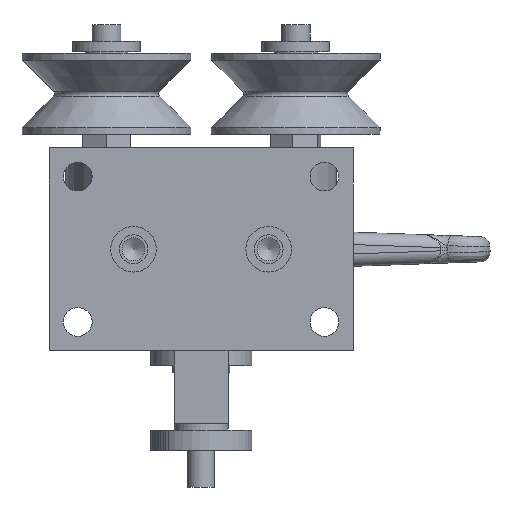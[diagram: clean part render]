
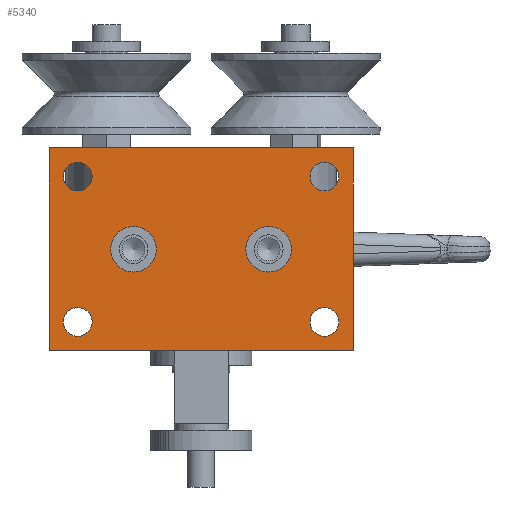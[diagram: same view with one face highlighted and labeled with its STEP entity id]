
A CAD part, front view. The second image highlights one B-rep face of the part: STEP entity #5340.
In plain terms, the highlighted planar face has unit normal (0, -1, 0).
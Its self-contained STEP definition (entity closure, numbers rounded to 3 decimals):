
#108 = ORIENTED_EDGE ( 'NONE', *, *, #963, .F. ) ;
#124 = DIRECTION ( 'NONE',  ( -1., 0., 0. ) ) ;
#165 = EDGE_CURVE ( 'NONE', #18118, #7164, #1854, .T. ) ;
#379 = CARTESIAN_POINT ( 'NONE',  ( 10., -10., 7.5 ) ) ;
#423 = VERTEX_POINT ( 'NONE', #5899 ) ;
#665 = CARTESIAN_POINT ( 'NONE',  ( 66.5, -10., -14. ) ) ;
#846 = VERTEX_POINT ( 'NONE', #2778 ) ;
#910 = AXIS2_PLACEMENT_3D ( 'NONE', #665, #13613, #15330 ) ;
#963 = EDGE_CURVE ( 'NONE', #18752, #18752, #4179, .T. ) ;
#1101 = VECTOR ( 'NONE', #4814, 1000. ) ;
#1323 = VECTOR ( 'NONE', #12197, 1000. ) ;
#1384 = DIRECTION ( 'NONE',  ( 0., -1., 0. ) ) ;
#1425 = VERTEX_POINT ( 'NONE', #7272 ) ;
#1586 = CARTESIAN_POINT ( 'NONE',  ( 56.75, -10., 7.5 ) ) ;
#1854 = LINE ( 'NONE', #7602, #1323 ) ;
#2070 = DIRECTION ( 'NONE',  ( 1., 0., 0. ) ) ;
#2285 = DIRECTION ( 'NONE',  ( 1., 0., 0. ) ) ;
#2433 = CIRCLE ( 'NONE', #910, 4.25 ) ;
#2778 = CARTESIAN_POINT ( 'NONE',  ( -15., -10., 37.5 ) ) ;
#2903 = LINE ( 'NONE', #6157, #1101 ) ;
#2922 = CARTESIAN_POINT ( 'NONE',  ( -2.25, -10., -14. ) ) ;
#3158 = CARTESIAN_POINT ( 'NONE',  ( 75., -10., 37.5 ) ) ;
#3479 = EDGE_CURVE ( 'NONE', #1425, #1425, #18903, .T. ) ;
#3722 = ORIENTED_EDGE ( 'NONE', *, *, #15418, .F. ) ;
#3972 = CARTESIAN_POINT ( 'NONE',  ( 50., -10., 7.5 ) ) ;
#4172 = ORIENTED_EDGE ( 'NONE', *, *, #14224, .T. ) ;
#4179 = CIRCLE ( 'NONE', #13977, 4.25 ) ;
#4270 = FACE_BOUND ( 'NONE', #9697, .T. ) ;
#4367 = VERTEX_POINT ( 'NONE', #2922 ) ;
#4375 = EDGE_LOOP ( 'NONE', ( #108 ) ) ;
#4518 = CARTESIAN_POINT ( 'NONE',  ( -15., -10., -22.5 ) ) ;
#4814 = DIRECTION ( 'NONE',  ( 1., 0., 0. ) ) ;
#4836 = AXIS2_PLACEMENT_3D ( 'NONE', #11028, #6803, #2285 ) ;
#4841 = EDGE_LOOP ( 'NONE', ( #11054 ) ) ;
#5038 = CARTESIAN_POINT ( 'NONE',  ( -6.5, -10., -14. ) ) ;
#5067 = AXIS2_PLACEMENT_3D ( 'NONE', #3972, #1384, #8281 ) ;
#5103 = EDGE_LOOP ( 'NONE', ( #10017 ) ) ;
#5340 = ADVANCED_FACE ( 'NONE', ( #15864, #18544, #11373, #17402, #12809, #4270, #5423 ), #8388, .F. ) ;
#5423 = FACE_OUTER_BOUND ( 'NONE', #6462, .T. ) ;
#5662 = ORIENTED_EDGE ( 'NONE', *, *, #3479, .F. ) ;
#5899 = CARTESIAN_POINT ( 'NONE',  ( 16.75, -10., 7.5 ) ) ;
#6157 = CARTESIAN_POINT ( 'NONE',  ( -15., -10., -22.5 ) ) ;
#6323 = DIRECTION ( 'NONE',  ( 1., 0., 0. ) ) ;
#6462 = EDGE_LOOP ( 'NONE', ( #17463, #4172, #14767, #17719 ) ) ;
#6803 = DIRECTION ( 'NONE',  ( 0., -1., 0. ) ) ;
#7054 = CARTESIAN_POINT ( 'NONE',  ( -15., -10., -22.5 ) ) ;
#7164 = VERTEX_POINT ( 'NONE', #3158 ) ;
#7272 = CARTESIAN_POINT ( 'NONE',  ( 70.75, -10., 29. ) ) ;
#7602 = CARTESIAN_POINT ( 'NONE',  ( 75., -10., -22.5 ) ) ;
#8281 = DIRECTION ( 'NONE',  ( 1., 0., 0. ) ) ;
#8388 = PLANE ( 'NONE',  #14288 ) ;
#8413 = CARTESIAN_POINT ( 'NONE',  ( -2.25, -10., 29. ) ) ;
#8836 = LINE ( 'NONE', #14687, #13313 ) ;
#9257 = CARTESIAN_POINT ( 'NONE',  ( 70.75, -10., -14. ) ) ;
#9697 = EDGE_LOOP ( 'NONE', ( #3722 ) ) ;
#9913 = ORIENTED_EDGE ( 'NONE', *, *, #14111, .F. ) ;
#10017 = ORIENTED_EDGE ( 'NONE', *, *, #10070, .F. ) ;
#10020 = CIRCLE ( 'NONE', #11543, 4.25 ) ;
#10070 = EDGE_CURVE ( 'NONE', #13675, #13675, #2433, .T. ) ;
#10113 = DIRECTION ( 'NONE',  ( 0., 1., 0. ) ) ;
#11028 = CARTESIAN_POINT ( 'NONE',  ( 66.5, -10., 29. ) ) ;
#11054 = ORIENTED_EDGE ( 'NONE', *, *, #17026, .F. ) ;
#11248 = VECTOR ( 'NONE', #17375, 1000. ) ;
#11373 = FACE_BOUND ( 'NONE', #16746, .T. ) ;
#11543 = AXIS2_PLACEMENT_3D ( 'NONE', #5038, #16645, #2070 ) ;
#12197 = DIRECTION ( 'NONE',  ( 0., 0., 1. ) ) ;
#12257 = DIRECTION ( 'NONE',  ( 1., 0., 0. ) ) ;
#12446 = EDGE_LOOP ( 'NONE', ( #9913 ) ) ;
#12509 = EDGE_CURVE ( 'NONE', #7164, #846, #8836, .T. ) ;
#12809 = FACE_BOUND ( 'NONE', #12446, .T. ) ;
#13192 = VERTEX_POINT ( 'NONE', #1586 ) ;
#13313 = VECTOR ( 'NONE', #124, 1000. ) ;
#13416 = DIRECTION ( 'NONE',  ( 0., -1., 0. ) ) ;
#13613 = DIRECTION ( 'NONE',  ( 0., -1., 0. ) ) ;
#13675 = VERTEX_POINT ( 'NONE', #9257 ) ;
#13710 = DIRECTION ( 'NONE',  ( 0., -1., 0. ) ) ;
#13977 = AXIS2_PLACEMENT_3D ( 'NONE', #15037, #13416, #12257 ) ;
#14111 = EDGE_CURVE ( 'NONE', #13192, #13192, #18228, .T. ) ;
#14224 = EDGE_CURVE ( 'NONE', #16979, #18118, #2903, .T. ) ;
#14279 = CIRCLE ( 'NONE', #18550, 6.75 ) ;
#14288 = AXIS2_PLACEMENT_3D ( 'NONE', #7054, #10113, #17130 ) ;
#14687 = CARTESIAN_POINT ( 'NONE',  ( -15., -10., 37.5 ) ) ;
#14767 = ORIENTED_EDGE ( 'NONE', *, *, #165, .T. ) ;
#15037 = CARTESIAN_POINT ( 'NONE',  ( -6.5, -10., 29. ) ) ;
#15330 = DIRECTION ( 'NONE',  ( 1., 0., 0. ) ) ;
#15418 = EDGE_CURVE ( 'NONE', #423, #423, #14279, .T. ) ;
#15864 = FACE_BOUND ( 'NONE', #4841, .T. ) ;
#16552 = CARTESIAN_POINT ( 'NONE',  ( -15., -10., -22.5 ) ) ;
#16645 = DIRECTION ( 'NONE',  ( 0., -1., 0. ) ) ;
#16746 = EDGE_LOOP ( 'NONE', ( #5662 ) ) ;
#16979 = VERTEX_POINT ( 'NONE', #16552 ) ;
#17026 = EDGE_CURVE ( 'NONE', #4367, #4367, #10020, .T. ) ;
#17130 = DIRECTION ( 'NONE',  ( -1., 0., 0. ) ) ;
#17177 = EDGE_CURVE ( 'NONE', #846, #16979, #17655, .T. ) ;
#17375 = DIRECTION ( 'NONE',  ( 0., 0., -1. ) ) ;
#17402 = FACE_BOUND ( 'NONE', #4375, .T. ) ;
#17463 = ORIENTED_EDGE ( 'NONE', *, *, #17177, .T. ) ;
#17655 = LINE ( 'NONE', #4518, #11248 ) ;
#17719 = ORIENTED_EDGE ( 'NONE', *, *, #12509, .T. ) ;
#18118 = VERTEX_POINT ( 'NONE', #18293 ) ;
#18228 = CIRCLE ( 'NONE', #5067, 6.75 ) ;
#18293 = CARTESIAN_POINT ( 'NONE',  ( 75., -10., -22.5 ) ) ;
#18544 = FACE_BOUND ( 'NONE', #5103, .T. ) ;
#18550 = AXIS2_PLACEMENT_3D ( 'NONE', #379, #13710, #6323 ) ;
#18752 = VERTEX_POINT ( 'NONE', #8413 ) ;
#18903 = CIRCLE ( 'NONE', #4836, 4.25 ) ;
